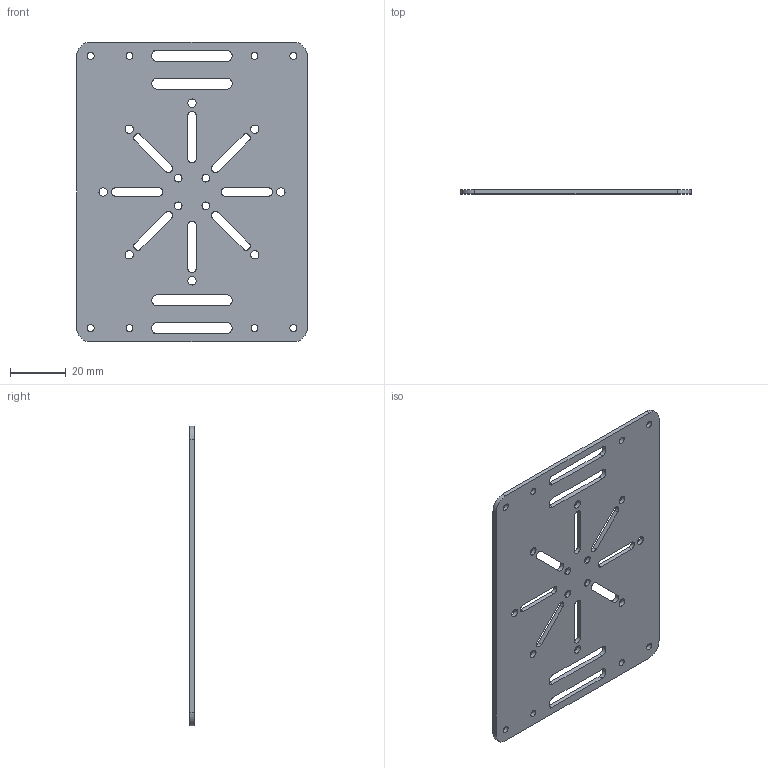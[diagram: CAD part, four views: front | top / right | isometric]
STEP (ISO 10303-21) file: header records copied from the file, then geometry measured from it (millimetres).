
FILE_DESCRIPTION (( 'STEP AP203' ), '1' );
FILE_NAME ('Base Plate_Predeterminado_sldprt.STEP', '2023-11-06T02:24:50', ( '' ), ( '' ), 'SwSTEP 2.0', 'SolidWorks 2023', '' );
FILE_SCHEMA (( 'CONFIG_CONTROL_DESIGN' ));
Length unit declared in the file: millimetre
Products named in the file (1): Base Plate_Predeterminado_sldprt
Bounding box: 83 x 1.55 x 108 mm (x, y, z)
Volume: 12311.5 mm3; surface area: 17624.4 mm2
Topology: 1 solids, 1 shells, 100 faces, 294 edges, 196 vertices
Faces by surface type: cylinder 68, plane 32
Entity records: 3599 total; most frequent: DIRECTION 632, CARTESIAN_POINT 591, ORIENTED_EDGE 588, EDGE_CURVE 294, AXIS2_PLACEMENT_3D 237, VERTEX_POINT 196, EDGE_LOOP 164, LINE 158
